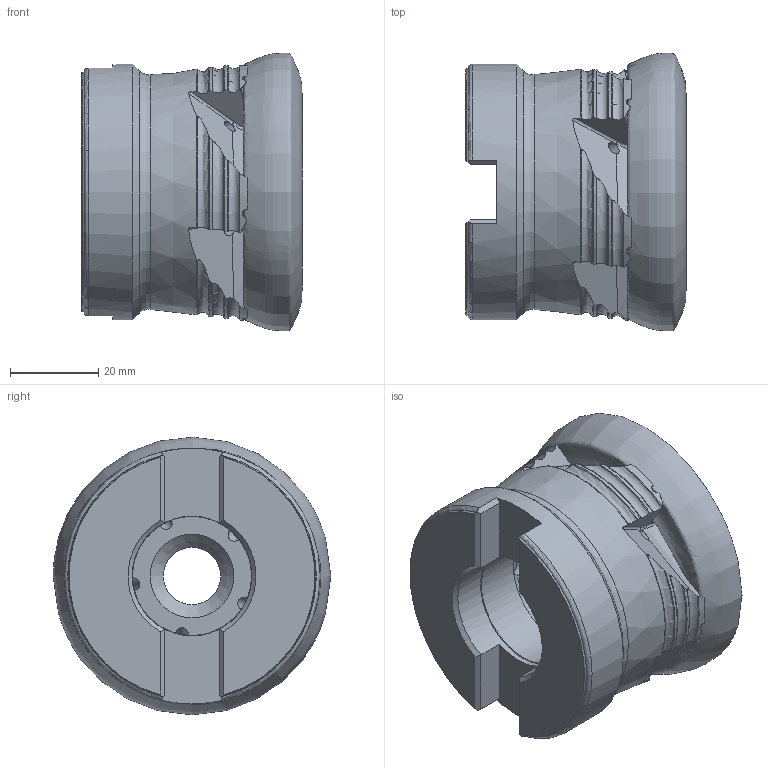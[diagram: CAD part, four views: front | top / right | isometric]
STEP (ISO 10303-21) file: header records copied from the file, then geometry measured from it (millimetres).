
FILE_DESCRIPTION (( 'STEP AP214' ), '1' );
FILE_NAME ('00PP-063-12-5.STEP', '2013-10-09T09:43:45', ( '' ), ( '' ), 'SwSTEP 2.0', 'SolidWorks 2013', '' );
FILE_SCHEMA (( 'AUTOMOTIVE_DESIGN' ));
Length unit declared in the file: millimetre
Products named in the file (1): 00PP-063-12-5
Bounding box: 49.93 x 62.96 x 62.96 mm (x, y, z)
Volume: 100481 mm3; surface area: 20004 mm2
Topology: 1 solids, 11 shells, 289 faces, 797 edges, 521 vertices
Faces by surface type: plane 99, cylinder 55, torus 55, cone 49, bspline 31
Full cylindrical faces by diameter (mm): 3 x5, 13 x1, 18.5 x1, 27 x1, 27.15 x1, 58 x1
Entity records: 13789 total; most frequent: CARTESIAN_POINT 7251, ORIENTED_EDGE 1538, DIRECTION 1054, EDGE_CURVE 769, VERTEX_POINT 510, AXIS2_PLACEMENT_3D 441, B_SPLINE_CURVE_WITH_KNOTS 356, EDGE_LOOP 309
